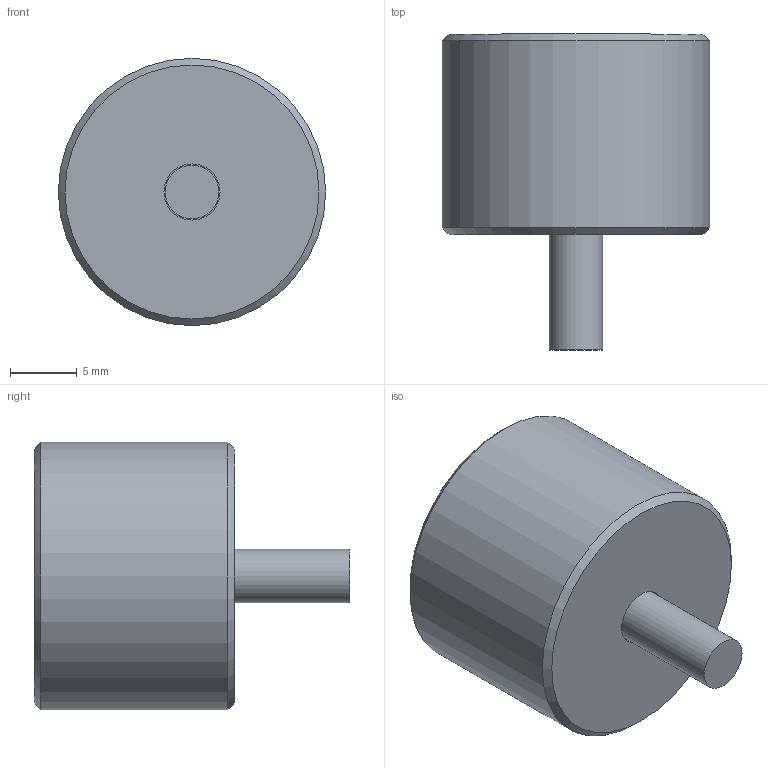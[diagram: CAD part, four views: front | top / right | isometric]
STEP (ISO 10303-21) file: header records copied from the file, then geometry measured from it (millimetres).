
FILE_DESCRIPTION(('STEP AP214'),'1');
FILE_NAME('CA.AGP.20.M.20.stp','2017-04-21T11:41:00',(' '),(' '),'Spatial InterOp 3D',' ',' ');
FILE_SCHEMA(('automotive_design'));
Length unit declared in the file: millimetre
Products named in the file (3): V-tbcei M  4 x 14; AGP.20.M.20 - Copia
Assembly tree (2 placements, depth 2):
  (unnamed)
    V-tbcei M  4 x 14
    AGP.20.M.20 - Copia
Bounding box: 20 x 23.63 x 20 mm (x, y, z)
Volume: 4583 mm3; surface area: 2005.6 mm2
Topology: 2 solids, 2 shells, 24 faces, 46 edges, 30 vertices
Faces by surface type: plane 14, cylinder 5, cone 3, torus 2
Full cylindrical faces by diameter (mm): 4 x1, 4.2 x1, 7 x1, 12.5 x1, 20 x1
Entity records: 788 total; most frequent: DIRECTION 102, CARTESIAN_POINT 87, ORIENTED_EDGE 66, AXIS2_PLACEMENT_3D 42, EDGE_LOOP 38, EDGE_CURVE 33, FACE_OUTER_BOUND 31, VERTEX_POINT 27
